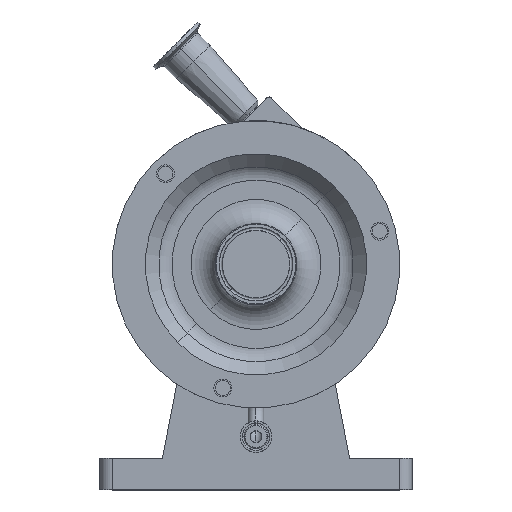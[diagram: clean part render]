
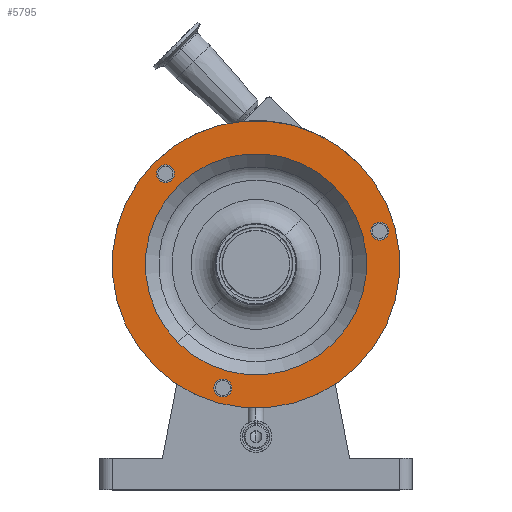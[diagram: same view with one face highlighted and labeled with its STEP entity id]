
A CAD part, top view. The second image highlights one B-rep face of the part: STEP entity #5795.
In plain terms, the highlighted planar face has unit normal (0, 0, 1).
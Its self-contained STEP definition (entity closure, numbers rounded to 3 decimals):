
#3 = DIRECTION ( 'NONE',  ( 0., 0., 1. ) ) ;
#36 = CARTESIAN_POINT ( 'NONE',  ( 104.059, 31.58, 194. ) ) ;
#38 = CIRCLE ( 'NONE', #186, 7.144 ) ;
#46 = DIRECTION ( 'NONE',  ( 0.707, 0.707, 0. ) ) ;
#47 = DIRECTION ( 'NONE',  ( 0., 0., 1. ) ) ;
#81 = CARTESIAN_POINT ( 'NONE',  ( 81.317, 81.317, 194. ) ) ;
#132 = CARTESIAN_POINT ( 'NONE',  ( 93.956, 21.478, 194. ) ) ;
#175 = CIRCLE ( 'NONE', #221, 115. ) ;
#183 = DIRECTION ( 'NONE',  ( 0.707, 0.707, 0. ) ) ;
#184 = DIRECTION ( 'NONE',  ( 0., 0., 1. ) ) ;
#185 = CARTESIAN_POINT ( 'NONE',  ( 99.007, 26.529, 194. ) ) ;
#186 = AXIS2_PLACEMENT_3D ( 'NONE', #185, #184, #183 ) ;
#190 = CARTESIAN_POINT ( 'NONE',  ( -81.317, -81.317, 194. ) ) ;
#219 = CARTESIAN_POINT ( 'NONE',  ( 0., 0., 194. ) ) ;
#221 = AXIS2_PLACEMENT_3D ( 'NONE', #219, #47, #46 ) ;
#227 = CARTESIAN_POINT ( 'NONE',  ( -31.58, -104.059, 194. ) ) ;
#230 = AXIS2_PLACEMENT_3D ( 'NONE', #391, #390, #389 ) ;
#247 = DIRECTION ( 'NONE',  ( 0.707, 0.707, 0. ) ) ;
#248 = DIRECTION ( 'NONE',  ( 0., 0., 1. ) ) ;
#249 = CARTESIAN_POINT ( 'NONE',  ( 0., 0., 194. ) ) ;
#288 = AXIS2_PLACEMENT_3D ( 'NONE', #249, #248, #247 ) ;
#292 = CARTESIAN_POINT ( 'NONE',  ( -62.579, -62.579, 194. ) ) ;
#314 = CARTESIAN_POINT ( 'NONE',  ( -67.427, 77.53, 194. ) ) ;
#322 = AXIS2_PLACEMENT_3D ( 'NONE', #324, #338, #337 ) ;
#323 = CIRCLE ( 'NONE', #322, 7.144 ) ;
#324 = CARTESIAN_POINT ( 'NONE',  ( -26.529, -99.007, 194. ) ) ;
#337 = DIRECTION ( 'NONE',  ( 0.707, 0.707, 0. ) ) ;
#338 = DIRECTION ( 'NONE',  ( 0., 0., 1. ) ) ;
#341 = CARTESIAN_POINT ( 'NONE',  ( 62.579, 62.579, 194. ) ) ;
#383 = CIRCLE ( 'NONE', #288, 88.5 ) ;
#389 = DIRECTION ( 'NONE',  ( 0.707, 0.707, 0. ) ) ;
#390 = DIRECTION ( 'NONE',  ( 0., 0., 1. ) ) ;
#391 = CARTESIAN_POINT ( 'NONE',  ( -72.478, 72.478, 194. ) ) ;
#393 = CIRCLE ( 'NONE', #230, 7.144 ) ;
#395 = CARTESIAN_POINT ( 'NONE',  ( -21.478, -93.956, 194. ) ) ;
#405 = CARTESIAN_POINT ( 'NONE',  ( -77.53, 67.427, 194. ) ) ;
#1063 = DIRECTION ( 'NONE',  ( 0.707, 0.707, 0. ) ) ;
#1134 = CARTESIAN_POINT ( 'NONE',  ( -72.478, 72.478, 194. ) ) ;
#1151 = DIRECTION ( 'NONE',  ( 0., 0., 1. ) ) ;
#1167 = CIRCLE ( 'NONE', #1199, 88.5 ) ;
#1189 = CIRCLE ( 'NONE', #1193, 7.144 ) ;
#1193 = AXIS2_PLACEMENT_3D ( 'NONE', #1134, #3, #1063 ) ;
#1198 = DIRECTION ( 'NONE',  ( 0.707, 0.707, 0. ) ) ;
#1199 = AXIS2_PLACEMENT_3D ( 'NONE', #1206, #1151, #1198 ) ;
#1206 = CARTESIAN_POINT ( 'NONE',  ( 0., 0., 194. ) ) ;
#1224 = DIRECTION ( 'NONE',  ( 0.707, 0.707, 0. ) ) ;
#1246 = CIRCLE ( 'NONE', #1259, 115. ) ;
#1257 = DIRECTION ( 'NONE',  ( 0., 0., 1. ) ) ;
#1258 = CARTESIAN_POINT ( 'NONE',  ( 0., 0., 194. ) ) ;
#1259 = AXIS2_PLACEMENT_3D ( 'NONE', #1258, #1257, #1224 ) ;
#1290 = DIRECTION ( 'NONE',  ( 0.707, 0.707, 0. ) ) ;
#1291 = DIRECTION ( 'NONE',  ( 0., 0., 1. ) ) ;
#1292 = AXIS2_PLACEMENT_3D ( 'NONE', #1384, #1291, #1290 ) ;
#1299 = CARTESIAN_POINT ( 'NONE',  ( -22.627, 22.627, 194. ) ) ;
#1300 = FACE_BOUND ( 'NONE', #5848, .T. ) ;
#1326 = DIRECTION ( 'NONE',  ( 0.707, 0.707, 0. ) ) ;
#1334 = FACE_OUTER_BOUND ( 'NONE', #5815, .T. ) ;
#1335 = FACE_BOUND ( 'NONE', #5690, .T. ) ;
#1336 = FACE_BOUND ( 'NONE', #5687, .T. ) ;
#1349 = CIRCLE ( 'NONE', #1371, 7.144 ) ;
#1356 = PLANE ( 'NONE',  #1383 ) ;
#1357 = CIRCLE ( 'NONE', #1292, 7.144 ) ;
#1369 = DIRECTION ( 'NONE',  ( 0., 0., 1. ) ) ;
#1370 = CARTESIAN_POINT ( 'NONE',  ( 99.007, 26.529, 194. ) ) ;
#1371 = AXIS2_PLACEMENT_3D ( 'NONE', #1370, #1369, #1326 ) ;
#1376 = DIRECTION ( 'NONE',  ( -0.707, -0.707, 0. ) ) ;
#1377 = DIRECTION ( 'NONE',  ( 0., 0., -1. ) ) ;
#1382 = FACE_BOUND ( 'NONE', #5799, .T. ) ;
#1383 = AXIS2_PLACEMENT_3D ( 'NONE', #1299, #1377, #1376 ) ;
#1384 = CARTESIAN_POINT ( 'NONE',  ( -26.529, -99.007, 194. ) ) ;
#4930 = VERTEX_POINT ( 'NONE', #81 ) ;
#4931 = VERTEX_POINT ( 'NONE', #190 ) ;
#4939 = EDGE_CURVE ( 'NONE', #4930, #4931, #175, .T. ) ;
#5008 = VERTEX_POINT ( 'NONE', #132 ) ;
#5020 = EDGE_CURVE ( 'NONE', #5008, #5021, #38, .T. ) ;
#5021 = VERTEX_POINT ( 'NONE', #36 ) ;
#5041 = EDGE_CURVE ( 'NONE', #5079, #5078, #383, .T. ) ;
#5078 = VERTEX_POINT ( 'NONE', #341 ) ;
#5079 = VERTEX_POINT ( 'NONE', #292 ) ;
#5086 = VERTEX_POINT ( 'NONE', #227 ) ;
#5088 = VERTEX_POINT ( 'NONE', #395 ) ;
#5089 = EDGE_CURVE ( 'NONE', #5091, #5095, #393, .T. ) ;
#5091 = VERTEX_POINT ( 'NONE', #405 ) ;
#5095 = VERTEX_POINT ( 'NONE', #314 ) ;
#5122 = EDGE_CURVE ( 'NONE', #5086, #5088, #323, .T. ) ;
#5670 = EDGE_CURVE ( 'NONE', #5078, #5079, #1167, .T. ) ;
#5687 = EDGE_LOOP ( 'NONE', ( #5688, #5832 ) ) ;
#5688 = ORIENTED_EDGE ( 'NONE', *, *, #5670, .F. ) ;
#5690 = EDGE_LOOP ( 'NONE', ( #5693, #5840 ) ) ;
#5693 = ORIENTED_EDGE ( 'NONE', *, *, #5805, .F. ) ;
#5694 = ORIENTED_EDGE ( 'NONE', *, *, #5797, .F. ) ;
#5695 = ORIENTED_EDGE ( 'NONE', *, *, #5728, .T. ) ;
#5696 = ORIENTED_EDGE ( 'NONE', *, *, #5713, .F. ) ;
#5713 = EDGE_CURVE ( 'NONE', #5095, #5091, #1189, .T. ) ;
#5727 = ORIENTED_EDGE ( 'NONE', *, *, #5122, .F. ) ;
#5728 = EDGE_CURVE ( 'NONE', #4931, #4930, #1246, .T. ) ;
#5793 = ORIENTED_EDGE ( 'NONE', *, *, #4939, .T. ) ;
#5795 = ADVANCED_FACE ( 'NONE', ( #1335, #1382, #1300, #1334, #1336 ), #1356, .F. ) ;
#5796 = ORIENTED_EDGE ( 'NONE', *, *, #5089, .F. ) ;
#5797 = EDGE_CURVE ( 'NONE', #5088, #5086, #1357, .T. ) ;
#5799 = EDGE_LOOP ( 'NONE', ( #5694, #5727 ) ) ;
#5805 = EDGE_CURVE ( 'NONE', #5021, #5008, #1349, .T. ) ;
#5815 = EDGE_LOOP ( 'NONE', ( #5793, #5695 ) ) ;
#5832 = ORIENTED_EDGE ( 'NONE', *, *, #5041, .F. ) ;
#5840 = ORIENTED_EDGE ( 'NONE', *, *, #5020, .F. ) ;
#5848 = EDGE_LOOP ( 'NONE', ( #5696, #5796 ) ) ;
